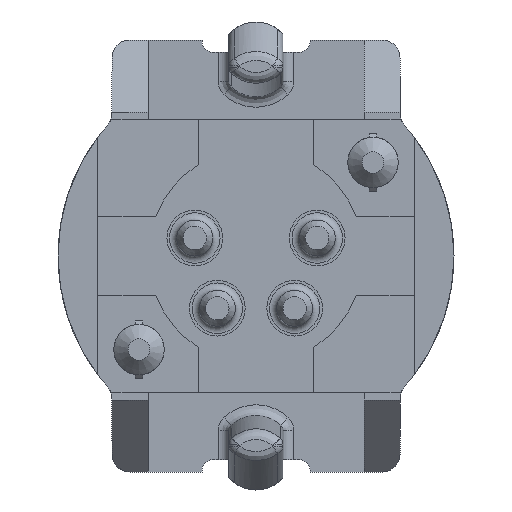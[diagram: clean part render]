
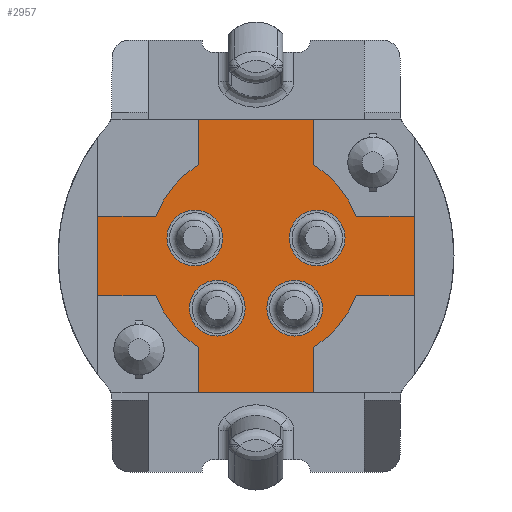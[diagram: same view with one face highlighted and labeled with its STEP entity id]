
A CAD part, left-side view. The second image highlights one B-rep face of the part: STEP entity #2957.
In plain terms, the highlighted planar face has unit normal (-1, 0, 0).
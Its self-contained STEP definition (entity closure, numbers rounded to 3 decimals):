
#402=PLANE('',#3680);
#520=EDGE_LOOP('',(#1546));
#521=EDGE_LOOP('',(#1547));
#522=EDGE_LOOP('',(#1548));
#523=EDGE_LOOP('',(#1549));
#524=EDGE_LOOP('',(#1550,#1551,#1552,#1553,#1554,#1555,#1556,#1557,#1558,
#1559,#1560,#1561,#1562,#1563,#1564,#1565));
#772=LINE('',#4982,#1042);
#782=LINE('',#5003,#1052);
#847=LINE('',#5214,#1117);
#849=LINE('',#5218,#1119);
#898=LINE('',#5368,#1168);
#899=LINE('',#5371,#1169);
#900=LINE('',#5372,#1170);
#901=LINE('',#5376,#1171);
#902=LINE('',#5378,#1172);
#903=LINE('',#5380,#1173);
#904=LINE('',#5384,#1174);
#905=LINE('',#5385,#1175);
#1042=VECTOR('',#3979,1.);
#1052=VECTOR('',#3993,1.);
#1117=VECTOR('',#4128,1.);
#1119=VECTOR('',#4132,1.);
#1168=VECTOR('',#4269,1.);
#1169=VECTOR('',#4272,1.);
#1170=VECTOR('',#4273,1.);
#1171=VECTOR('',#4276,1.);
#1172=VECTOR('',#4277,1.);
#1173=VECTOR('',#4278,1.);
#1174=VECTOR('',#4281,1.);
#1175=VECTOR('',#4282,1.);
#1546=ORIENTED_EDGE('',*,*,#2464,.T.);
#1547=ORIENTED_EDGE('',*,*,#2465,.T.);
#1548=ORIENTED_EDGE('',*,*,#2466,.T.);
#1549=ORIENTED_EDGE('',*,*,#2467,.T.);
#1550=ORIENTED_EDGE('',*,*,#2468,.F.);
#1551=ORIENTED_EDGE('',*,*,#2392,.T.);
#1552=ORIENTED_EDGE('',*,*,#2469,.T.);
#1553=ORIENTED_EDGE('',*,*,#2390,.F.);
#1554=ORIENTED_EDGE('',*,*,#2470,.F.);
#1555=ORIENTED_EDGE('',*,*,#2471,.T.);
#1556=ORIENTED_EDGE('',*,*,#2289,.F.);
#1557=ORIENTED_EDGE('',*,*,#2472,.F.);
#1558=ORIENTED_EDGE('',*,*,#2473,.F.);
#1559=ORIENTED_EDGE('',*,*,#2474,.F.);
#1560=ORIENTED_EDGE('',*,*,#2475,.T.);
#1561=ORIENTED_EDGE('',*,*,#2476,.T.);
#1562=ORIENTED_EDGE('',*,*,#2477,.F.);
#1563=ORIENTED_EDGE('',*,*,#2478,.F.);
#1564=ORIENTED_EDGE('',*,*,#2299,.F.);
#1565=ORIENTED_EDGE('',*,*,#2479,.T.);
#2289=EDGE_CURVE('',#3282,#3283,#772,.T.);
#2299=EDGE_CURVE('',#3291,#3292,#782,.T.);
#2390=EDGE_CURVE('',#3370,#3371,#847,.T.);
#2392=EDGE_CURVE('',#3372,#3373,#849,.T.);
#2464=EDGE_CURVE('',#3424,#3424,#2795,.T.);
#2465=EDGE_CURVE('',#3425,#3425,#2796,.T.);
#2466=EDGE_CURVE('',#3426,#3426,#2797,.T.);
#2467=EDGE_CURVE('',#3427,#3427,#2798,.T.);
#2468=EDGE_CURVE('',#3372,#3428,#2799,.T.);
#2469=EDGE_CURVE('',#3373,#3371,#898,.T.);
#2470=EDGE_CURVE('',#3429,#3370,#2800,.T.);
#2471=EDGE_CURVE('',#3429,#3283,#899,.T.);
#2472=EDGE_CURVE('',#3430,#3282,#900,.T.);
#2473=EDGE_CURVE('',#3431,#3430,#2801,.T.);
#2474=EDGE_CURVE('',#3432,#3431,#901,.T.);
#2475=EDGE_CURVE('',#3432,#3433,#902,.T.);
#2476=EDGE_CURVE('',#3433,#3434,#903,.T.);
#2477=EDGE_CURVE('',#3435,#3434,#2802,.T.);
#2478=EDGE_CURVE('',#3292,#3435,#904,.T.);
#2479=EDGE_CURVE('',#3291,#3428,#905,.T.);
#2795=CIRCLE('',#3672,0.775);
#2796=CIRCLE('',#3673,0.775);
#2797=CIRCLE('',#3674,0.775);
#2798=CIRCLE('',#3675,0.775);
#2799=CIRCLE('',#3676,3.);
#2800=CIRCLE('',#3677,3.);
#2801=CIRCLE('',#3678,3.);
#2802=CIRCLE('',#3679,3.);
#2957=ADVANCED_FACE('',(#3162,#3163,#3164,#3165,#3166),#402,.F.);
#3162=FACE_BOUND('',#520,.T.);
#3163=FACE_BOUND('',#521,.T.);
#3164=FACE_BOUND('',#522,.T.);
#3165=FACE_BOUND('',#523,.T.);
#3166=FACE_BOUND('',#524,.T.);
#3282=VERTEX_POINT('',#4981);
#3283=VERTEX_POINT('',#4983);
#3291=VERTEX_POINT('',#5002);
#3292=VERTEX_POINT('',#5004);
#3370=VERTEX_POINT('',#5213);
#3371=VERTEX_POINT('',#5215);
#3372=VERTEX_POINT('',#5219);
#3373=VERTEX_POINT('',#5220);
#3424=VERTEX_POINT('',#5359);
#3425=VERTEX_POINT('',#5361);
#3426=VERTEX_POINT('',#5363);
#3427=VERTEX_POINT('',#5365);
#3428=VERTEX_POINT('',#5367);
#3429=VERTEX_POINT('',#5370);
#3430=VERTEX_POINT('',#5373);
#3431=VERTEX_POINT('',#5375);
#3432=VERTEX_POINT('',#5377);
#3433=VERTEX_POINT('',#5379);
#3434=VERTEX_POINT('',#5381);
#3435=VERTEX_POINT('',#5383);
#3672=AXIS2_PLACEMENT_3D('',#5358,#4259,#4260);
#3673=AXIS2_PLACEMENT_3D('',#5360,#4261,#4262);
#3674=AXIS2_PLACEMENT_3D('',#5362,#4263,#4264);
#3675=AXIS2_PLACEMENT_3D('',#5364,#4265,#4266);
#3676=AXIS2_PLACEMENT_3D('',#5366,#4267,#4268);
#3677=AXIS2_PLACEMENT_3D('',#5369,#4270,#4271);
#3678=AXIS2_PLACEMENT_3D('',#5374,#4274,#4275);
#3679=AXIS2_PLACEMENT_3D('',#5382,#4279,#4280);
#3680=AXIS2_PLACEMENT_3D('',#5386,#4283,#4284);
#3979=DIRECTION('',(0.,1.,0.));
#3993=DIRECTION('',(0.,-1.,0.));
#4128=DIRECTION('',(0.,1.,0.));
#4132=DIRECTION('',(0.,1.,0.));
#4259=DIRECTION('',(1.,0.,0.));
#4260=DIRECTION('',(0.,0.,-1.));
#4261=DIRECTION('',(1.,0.,0.));
#4262=DIRECTION('',(0.,0.,-1.));
#4263=DIRECTION('',(1.,0.,0.));
#4264=DIRECTION('',(0.,0.,-1.));
#4265=DIRECTION('',(1.,0.,0.));
#4266=DIRECTION('',(0.,0.,-1.));
#4267=DIRECTION('',(1.,0.,0.));
#4268=DIRECTION('',(0.,0.,-1.));
#4269=DIRECTION('',(0.,0.,-1.));
#4270=DIRECTION('',(1.,0.,0.));
#4271=DIRECTION('',(0.,0.,-1.));
#4272=DIRECTION('',(0.,0.,-1.));
#4273=DIRECTION('',(0.,0.,-1.));
#4274=DIRECTION('',(1.,0.,0.));
#4275=DIRECTION('',(0.,0.,-1.));
#4276=DIRECTION('',(0.,1.,0.));
#4277=DIRECTION('',(0.,0.,1.));
#4278=DIRECTION('',(0.,1.,0.));
#4279=DIRECTION('',(1.,0.,0.));
#4280=DIRECTION('',(0.,0.,-1.));
#4281=DIRECTION('',(0.,0.,-1.));
#4282=DIRECTION('',(0.,0.,-1.));
#4283=DIRECTION('',(1.,0.,0.));
#4284=DIRECTION('',(0.,0.,-1.));
#4981=CARTESIAN_POINT('',(-4.9,-1.6,-3.8));
#4982=CARTESIAN_POINT('',(-4.9,-5.,-3.8));
#4983=CARTESIAN_POINT('',(-4.9,1.6,-3.8));
#5002=CARTESIAN_POINT('',(-4.9,1.6,3.8));
#5003=CARTESIAN_POINT('',(-4.9,-5.,3.8));
#5004=CARTESIAN_POINT('',(-4.9,-1.6,3.8));
#5213=CARTESIAN_POINT('',(-4.9,2.791,-1.1));
#5214=CARTESIAN_POINT('',(-4.9,5.5,-1.1));
#5215=CARTESIAN_POINT('',(-4.9,4.4,-1.1));
#5218=CARTESIAN_POINT('',(-4.9,5.5,1.1));
#5219=CARTESIAN_POINT('',(-4.9,2.791,1.1));
#5220=CARTESIAN_POINT('',(-4.9,4.4,1.1));
#5358=CARTESIAN_POINT('',(-4.9,1.075,-1.45));
#5359=CARTESIAN_POINT('',(-4.9,1.075,-2.225));
#5360=CARTESIAN_POINT('',(-4.9,-1.075,-1.45));
#5361=CARTESIAN_POINT('',(-4.9,-1.075,-2.225));
#5362=CARTESIAN_POINT('',(-4.9,-1.7,0.5));
#5363=CARTESIAN_POINT('',(-4.9,-1.7,-0.275));
#5364=CARTESIAN_POINT('',(-4.9,1.7,0.5));
#5365=CARTESIAN_POINT('',(-4.9,1.7,-0.275));
#5366=CARTESIAN_POINT('',(-4.9,0.,0.));
#5367=CARTESIAN_POINT('',(-4.9,1.6,2.538));
#5368=CARTESIAN_POINT('',(-4.9,4.4,1.1));
#5369=CARTESIAN_POINT('',(-4.9,0.,0.));
#5370=CARTESIAN_POINT('',(-4.9,1.6,-2.538));
#5371=CARTESIAN_POINT('',(-4.9,1.6,5.));
#5372=CARTESIAN_POINT('',(-4.9,-1.6,5.));
#5373=CARTESIAN_POINT('',(-4.9,-1.6,-2.538));
#5374=CARTESIAN_POINT('',(-4.9,0.,0.));
#5375=CARTESIAN_POINT('',(-4.9,-2.791,-1.1));
#5376=CARTESIAN_POINT('',(-4.9,5.5,-1.1));
#5377=CARTESIAN_POINT('',(-4.9,-4.4,-1.1));
#5378=CARTESIAN_POINT('',(-4.9,-4.4,1.1));
#5379=CARTESIAN_POINT('',(-4.9,-4.4,1.1));
#5380=CARTESIAN_POINT('',(-4.9,5.5,1.1));
#5381=CARTESIAN_POINT('',(-4.9,-2.791,1.1));
#5382=CARTESIAN_POINT('',(-4.9,0.,0.));
#5383=CARTESIAN_POINT('',(-4.9,-1.6,2.538));
#5384=CARTESIAN_POINT('',(-4.9,-1.6,5.));
#5385=CARTESIAN_POINT('',(-4.9,1.6,5.));
#5386=CARTESIAN_POINT('',(-4.9,5.5,1.1));
